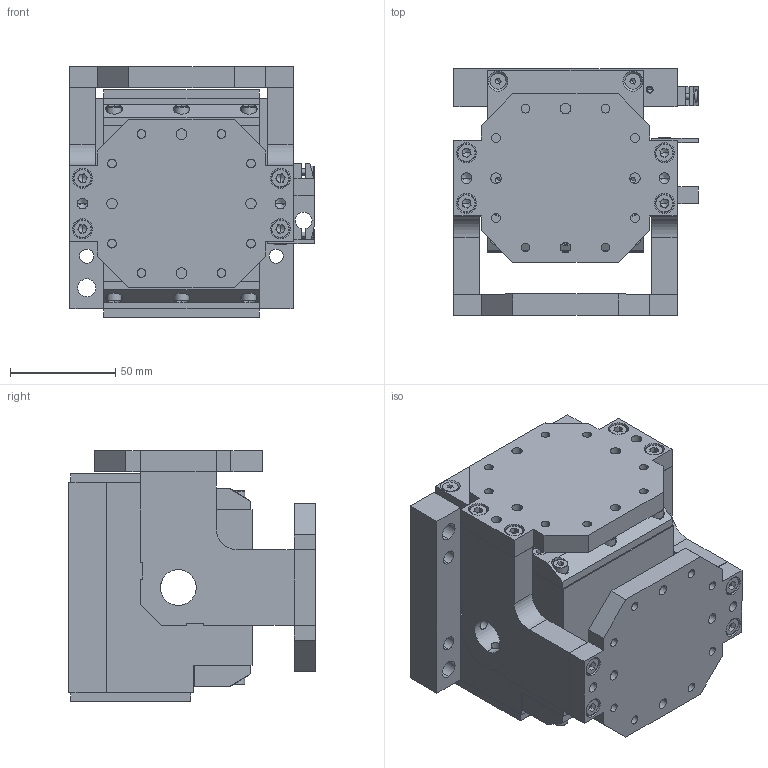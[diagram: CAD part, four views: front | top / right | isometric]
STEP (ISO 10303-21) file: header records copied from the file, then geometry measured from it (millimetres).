
FILE_DESCRIPTION (( 'STEP AP214' ), '1' );
FILE_NAME ('ROS 050.STEP', '2012-03-09T08:25:09', ( 'xw4600' ), ( '' ), 'SwSTEP 2.0', 'SolidWorks 2010', '' );
FILE_SCHEMA (( 'AUTOMOTIVE_DESIGN' ));
Length unit declared in the file: millimetre
Products named in the file (13): DMT-ROS 050-01_Default; DMT-ROS 050-06_Default; DMT-ROS 050-05_Default; DMT-ROS 050-07_Default; DMT-ROS 050-08_Default; DMT-ROS 050-09_Default; DMT-ROS 050-10_Default; BB M5 x 10_PreviewCfg; BB M3 x 15_PreviewCfg; BB M4 x 15_PreviewCfg; ISO 10642 - M4 x 10 --- 10N_PreviewCfg; ISO 10642 - M3 x 6 --- 6N_PreviewCfg; ROS 050
Assembly tree (45 placements, depth 2):
  ROS 050
    DMT-ROS 050-06_Default  x2
    BB M4 x 15_PreviewCfg  x12
    ISO 10642 - M4 x 10 --- 10N_PreviewCfg  x8
    DMT-ROS 050-10_Default  x2
    DMT-ROS 050-05_Default  x2
    BB M3 x 15_PreviewCfg  x3
    DMT-ROS 050-09_Default
    DMT-ROS 050-01_Default
    DMT-ROS 050-08_Default  x2
    BB M5 x 10_PreviewCfg  x8
    DMT-ROS 050-07_Default  x2
    ISO 10642 - M3 x 6 --- 6N_PreviewCfg  x2
Bounding box: 116 x 117 x 119 mm (x, y, z)
Volume: 633030.9 mm3; surface area: 190012.6 mm2
Topology: 49 solids, 49 shells, 1611 faces, 3716 edges, 2162 vertices
Faces by surface type: plane 662, cylinder 513, cone 278, torus 158
Entity records: 19217 total; most frequent: CARTESIAN_POINT 3610, DIRECTION 3098, ORIENTED_EDGE 2672, EDGE_CURVE 1336, AXIS2_PLACEMENT_3D 1197, VERTEX_POINT 840, EDGE_LOOP 730, LINE 704
